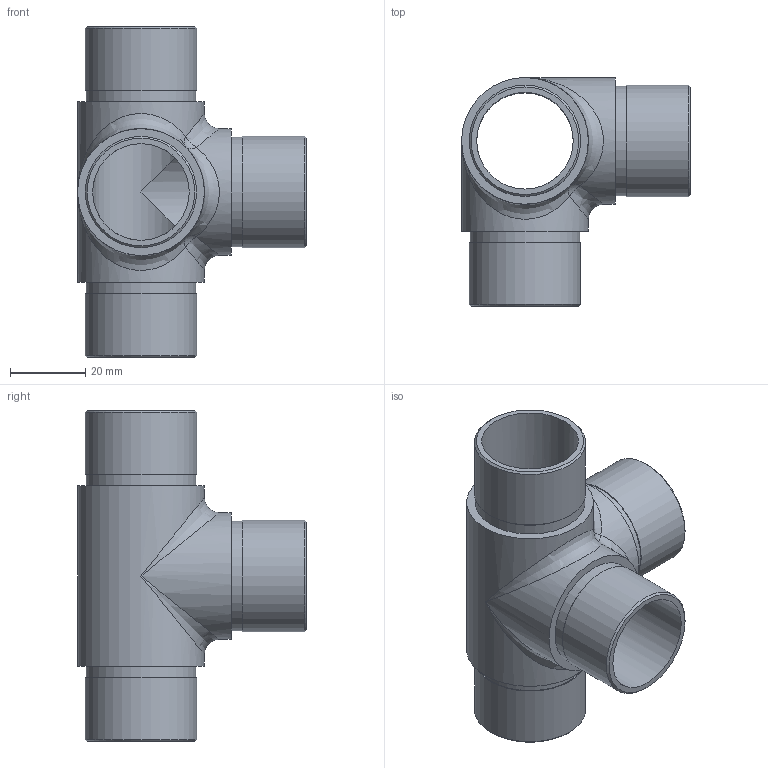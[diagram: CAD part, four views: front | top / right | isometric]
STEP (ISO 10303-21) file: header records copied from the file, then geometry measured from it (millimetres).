
FILE_DESCRIPTION (( 'STEP AP203' ), '1' );
FILE_NAME ('56206-320.step', '2020-03-03T11:59:17', ( '' ), ( '' ), 'SwSTEP 2.0', 'SolidWorks 2015', '' );
FILE_SCHEMA (( 'CONFIG_CONTROL_DESIGN' ));
Length unit declared in the file: millimetre
Products named in the file (2): 56206-320
Bounding box: 60.85 x 60.85 x 88 mm (x, y, z)
Volume: 34822.2 mm3; surface area: 25786.7 mm2
Topology: 1 solids, 1 shells, 264 faces, 692 edges, 456 vertices
Faces by surface type: bspline 123, plane 97, cylinder 38, cone 4, sphere 2
Full cylindrical faces by diameter (mm): 25.7 x3, 29.2 x4, 29.6 x4, 33.7 x3
Entity records: 13354 total; most frequent: CARTESIAN_POINT 7702, ORIENTED_EDGE 1316, DIRECTION 773, EDGE_CURVE 658, VERTEX_POINT 446, EDGE_LOOP 320, FACE_OUTER_BOUND 278, LINE 275
